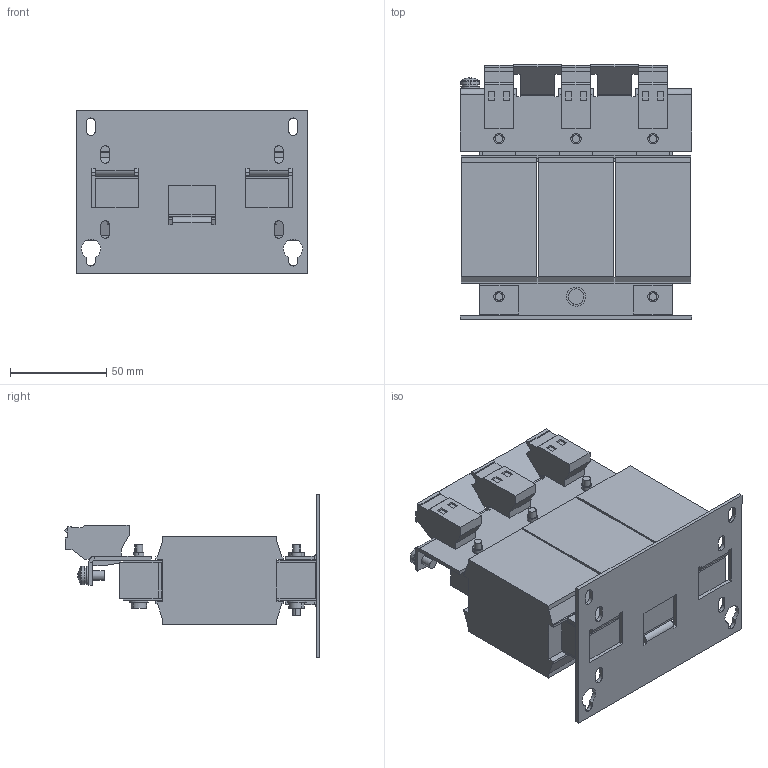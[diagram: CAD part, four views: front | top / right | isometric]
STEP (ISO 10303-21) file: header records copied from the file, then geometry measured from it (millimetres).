
FILE_DESCRIPTION (( 'STEP AP214' ), '1' );
FILE_NAME ('739036.STEP', '2023-07-05T06:16:29', ( '' ), ( '' ), 'SwSTEP 2.0', 'SolidWorks 2018', '' );
FILE_SCHEMA (( 'AUTOMOTIVE_DESIGN' ));
Length unit declared in the file: millimetre
Products named in the file (1): 739036
Bounding box: 120 x 132.85 x 85 mm (x, y, z)
Volume: 466957.4 mm3; surface area: 96750.8 mm2
Topology: 1 solids, 1 shells, 835 faces, 2265 edges, 1455 vertices
Faces by surface type: plane 658, cylinder 164, cone 6, torus 5, sphere 2
Entity records: 26055 total; most frequent: CARTESIAN_POINT 4602, ORIENTED_EDGE 4526, DIRECTION 4305, EDGE_CURVE 2263, VECTOR 1861, LINE 1861, VERTEX_POINT 1455, AXIS2_PLACEMENT_3D 1222
